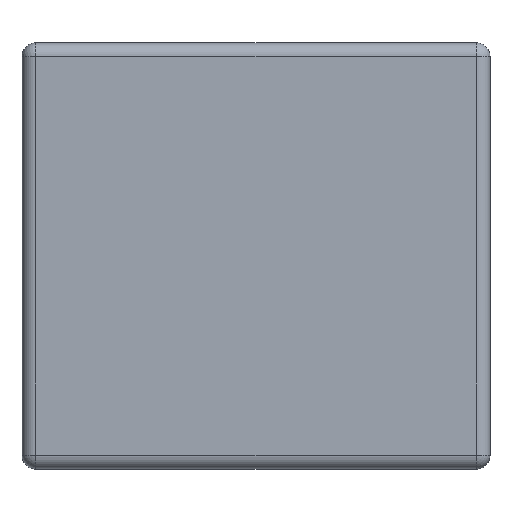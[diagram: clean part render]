
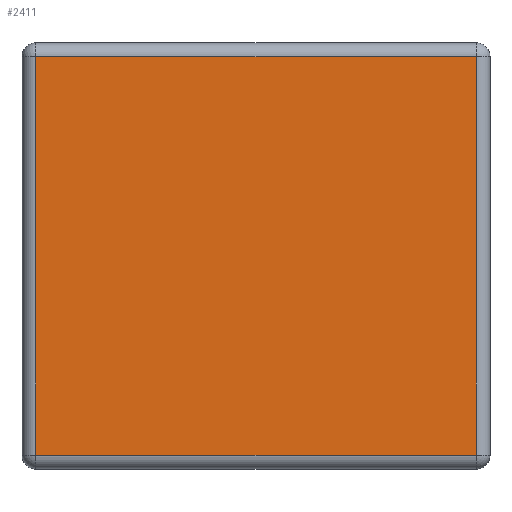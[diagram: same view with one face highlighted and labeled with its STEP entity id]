
A CAD part, top view. The second image highlights one B-rep face of the part: STEP entity #2411.
In plain terms, the highlighted planar face has unit normal (0, 0, 1).
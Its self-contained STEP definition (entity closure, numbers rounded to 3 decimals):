
#647=PLANE('',#4232);
#748=FACE_OUTER_BOUND('',#872,.T.);
#872=EDGE_LOOP('',(#2172,#2173,#2174,#2175));
#1057=LINE('',#6022,#1267);
#1061=LINE('',#6035,#1271);
#1063=LINE('',#6038,#1273);
#1065=LINE('',#6041,#1275);
#1267=VECTOR('',#5058,10.);
#1271=VECTOR('',#5074,10.);
#1273=VECTOR('',#5078,10.);
#1275=VECTOR('',#5082,10.);
#1501=VERTEX_POINT('',#5993);
#1504=VERTEX_POINT('',#6003);
#1507=VERTEX_POINT('',#6013);
#1510=VERTEX_POINT('',#6026);
#1734=EDGE_CURVE('',#1501,#1507,#1057,.T.);
#1741=EDGE_CURVE('',#1507,#1510,#1061,.T.);
#1743=EDGE_CURVE('',#1510,#1504,#1063,.T.);
#1745=EDGE_CURVE('',#1504,#1501,#1065,.T.);
#2172=ORIENTED_EDGE('',*,*,#1734,.F.);
#2173=ORIENTED_EDGE('',*,*,#1745,.F.);
#2174=ORIENTED_EDGE('',*,*,#1743,.F.);
#2175=ORIENTED_EDGE('',*,*,#1741,.F.);
#2411=ADVANCED_FACE('',(#748),#647,.T.);
#4232=AXIS2_PLACEMENT_3D('',#6045,#5088,#5089);
#5058=DIRECTION('',(-1.,0.,0.));
#5074=DIRECTION('',(0.,1.,0.));
#5078=DIRECTION('',(1.,0.,0.));
#5082=DIRECTION('',(0.,-1.,0.));
#5088=DIRECTION('center_axis',(0.,0.,1.));
#5089=DIRECTION('ref_axis',(1.,0.,0.));
#5993=CARTESIAN_POINT('',(172.872,40.361,19.9));
#6003=CARTESIAN_POINT('',(172.872,126.41,19.9));
#6013=CARTESIAN_POINT('',(77.781,40.361,19.9));
#6022=CARTESIAN_POINT('',(100.054,40.361,19.9));
#6026=CARTESIAN_POINT('',(77.781,126.41,19.9));
#6035=CARTESIAN_POINT('',(77.781,106.398,19.9));
#6038=CARTESIAN_POINT('',(150.599,126.41,19.9));
#6041=CARTESIAN_POINT('',(172.872,60.373,19.9));
#6045=CARTESIAN_POINT('Origin',(125.327,83.385,19.9));
